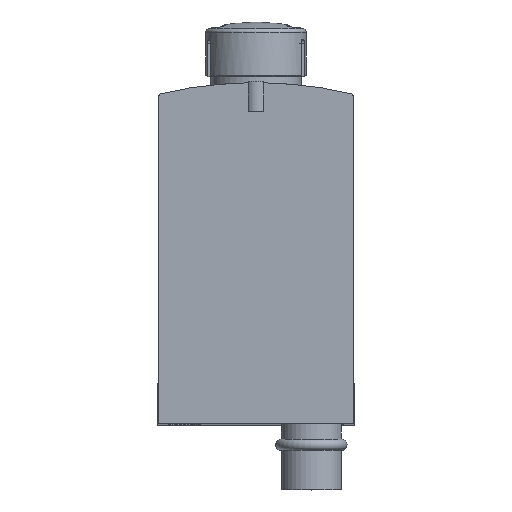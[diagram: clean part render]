
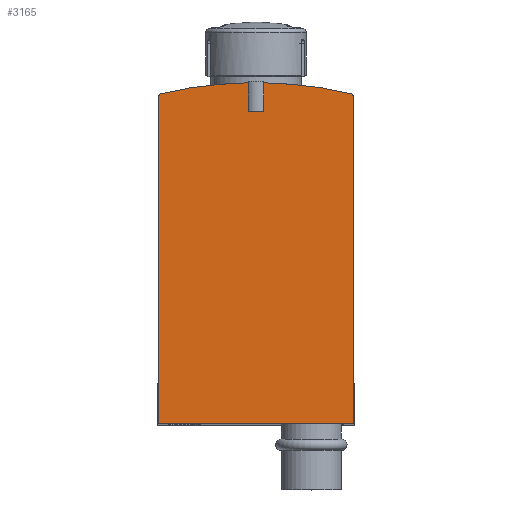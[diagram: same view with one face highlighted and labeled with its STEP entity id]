
A CAD part, top view. The second image highlights one B-rep face of the part: STEP entity #3165.
In plain terms, the highlighted planar face has unit normal (0, 0, 1).
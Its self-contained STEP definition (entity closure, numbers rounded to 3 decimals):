
#60=PLANE('',#3339);
#112=CIRCLE('',#3275,55.3);
#114=CIRCLE('',#3277,55.3);
#144=CIRCLE('',#3334,0.5);
#145=CIRCLE('',#3338,0.5);
#444=ORIENTED_EDGE('',*,*,#1042,.T.);
#445=ORIENTED_EDGE('',*,*,#957,.T.);
#446=ORIENTED_EDGE('',*,*,#1036,.T.);
#447=ORIENTED_EDGE('',*,*,#1038,.T.);
#448=ORIENTED_EDGE('',*,*,#984,.T.);
#449=ORIENTED_EDGE('',*,*,#1039,.T.);
#450=ORIENTED_EDGE('',*,*,#1041,.T.);
#451=ORIENTED_EDGE('',*,*,#953,.T.);
#452=ORIENTED_EDGE('',*,*,#1043,.F.);
#453=ORIENTED_EDGE('',*,*,#1044,.T.);
#953=EDGE_CURVE('',#1293,#1292,#112,.T.);
#957=EDGE_CURVE('',#1290,#1296,#114,.T.);
#984=EDGE_CURVE('',#1322,#1321,#1540,.T.);
#1036=EDGE_CURVE('',#1296,#1351,#144,.T.);
#1038=EDGE_CURVE('',#1351,#1322,#1569,.T.);
#1039=EDGE_CURVE('',#1321,#1352,#1570,.T.);
#1041=EDGE_CURVE('',#1352,#1293,#145,.T.);
#1042=EDGE_CURVE('',#1353,#1290,#1572,.T.);
#1043=EDGE_CURVE('',#1354,#1292,#1573,.T.);
#1044=EDGE_CURVE('',#1354,#1353,#1574,.T.);
#1290=VERTEX_POINT('',#4200);
#1292=VERTEX_POINT('',#4210);
#1293=VERTEX_POINT('',#4212);
#1296=VERTEX_POINT('',#4218);
#1321=VERTEX_POINT('',#4286);
#1322=VERTEX_POINT('',#4288);
#1351=VERTEX_POINT('',#4404);
#1352=VERTEX_POINT('',#4410);
#1353=VERTEX_POINT('',#4416);
#1354=VERTEX_POINT('',#4418);
#1540=LINE('',#4287,#1719);
#1569=LINE('',#4407,#1748);
#1570=LINE('',#4409,#1749);
#1572=LINE('',#4415,#1751);
#1573=LINE('',#4417,#1752);
#1574=LINE('',#4419,#1753);
#1719=VECTOR('',#3575,1000.);
#1748=VECTOR('',#3698,1000.);
#1749=VECTOR('',#3701,1000.);
#1751=VECTOR('',#3709,1000.);
#1752=VECTOR('',#3710,1000.);
#1753=VECTOR('',#3711,1000.);
#1915=EDGE_LOOP('',(#444,#445,#446,#447,#448,#449,#450,#451,#452,#453));
#2067=FACE_BOUND('',#1915,.T.);
#3165=ADVANCED_FACE('',(#2067),#60,.T.);
#3275=AXIS2_PLACEMENT_3D('',#4211,#3527,#3528);
#3277=AXIS2_PLACEMENT_3D('',#4219,#3533,#3534);
#3334=AXIS2_PLACEMENT_3D('',#4403,#3693,#3694);
#3338=AXIS2_PLACEMENT_3D('',#4413,#3705,#3706);
#3339=AXIS2_PLACEMENT_3D('',#4414,#3707,#3708);
#3527=DIRECTION('',(0.,0.,1.));
#3528=DIRECTION('',(1.,0.,0.));
#3533=DIRECTION('',(0.,0.,1.));
#3534=DIRECTION('',(1.,0.,0.));
#3575=DIRECTION('',(1.,0.,0.));
#3693=DIRECTION('',(0.,0.,1.));
#3694=DIRECTION('',(1.,0.,0.));
#3698=DIRECTION('',(0.,-1.,0.));
#3701=DIRECTION('',(0.,1.,0.));
#3705=DIRECTION('',(0.,0.,1.));
#3706=DIRECTION('',(1.,0.,0.));
#3707=DIRECTION('',(0.,0.,1.));
#3708=DIRECTION('',(1.,0.,0.));
#3709=DIRECTION('',(0.,1.,0.));
#3710=DIRECTION('',(0.,1.,0.));
#3711=DIRECTION('',(-1.,0.,0.));
#4200=CARTESIAN_POINT('',(-1.,45.291,78.5));
#4210=CARTESIAN_POINT('',(1.,45.291,78.5));
#4211=CARTESIAN_POINT('',(0.,-10.,78.5));
#4212=CARTESIAN_POINT('',(12.614,43.842,78.5));
#4218=CARTESIAN_POINT('',(-12.614,43.842,78.5));
#4219=CARTESIAN_POINT('',(0.,-10.,78.5));
#4286=CARTESIAN_POINT('',(13.,0.,78.5));
#4287=CARTESIAN_POINT('',(-13.,0.,78.5));
#4288=CARTESIAN_POINT('',(-13.,0.,78.5));
#4403=CARTESIAN_POINT('',(-12.5,43.355,78.5));
#4404=CARTESIAN_POINT('',(-13.,43.355,78.5));
#4407=CARTESIAN_POINT('',(-13.,43.355,78.5));
#4409=CARTESIAN_POINT('',(13.,0.,78.5));
#4410=CARTESIAN_POINT('',(13.,43.355,78.5));
#4413=CARTESIAN_POINT('',(12.5,43.355,78.5));
#4414=CARTESIAN_POINT('',(-12.5,43.355,78.5));
#4415=CARTESIAN_POINT('',(-1.,41.5,78.5));
#4416=CARTESIAN_POINT('',(-1.,41.5,78.5));
#4417=CARTESIAN_POINT('',(1.,41.5,78.5));
#4418=CARTESIAN_POINT('',(1.,41.5,78.5));
#4419=CARTESIAN_POINT('',(-12.5,41.5,78.5));
